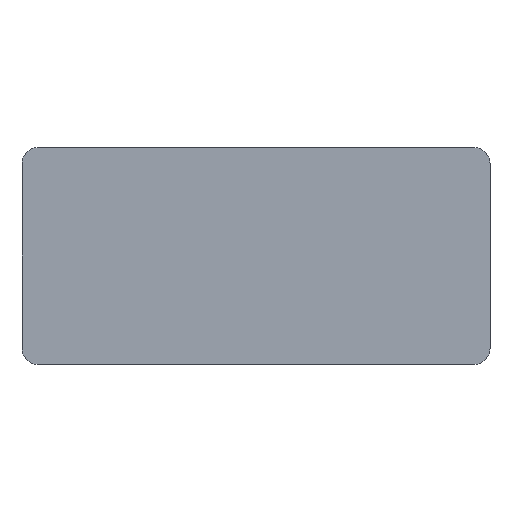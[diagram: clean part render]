
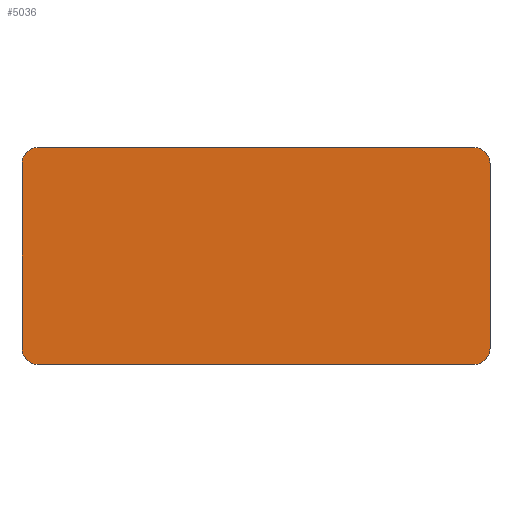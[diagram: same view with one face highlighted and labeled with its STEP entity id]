
A CAD part, front view. The second image highlights one B-rep face of the part: STEP entity #5036.
In plain terms, the highlighted planar face has unit normal (0, -1, 0).
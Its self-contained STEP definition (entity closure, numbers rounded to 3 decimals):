
#22=CIRCLE('',#5144,3.);
#34=CIRCLE('',#5159,3.);
#35=CIRCLE('',#5162,3.);
#36=CIRCLE('',#5165,3.);
#764=FACE_OUTER_BOUND('',#1062,.T.);
#1062=EDGE_LOOP('',(#4579,#4580,#4581,#4582,#4583,#4584,#4585,#4586));
#1237=LINE('',#7853,#1671);
#1394=LINE('',#9349,#1828);
#1427=LINE('',#9445,#1861);
#1429=LINE('',#9454,#1863);
#1671=VECTOR('',#5480,10.);
#1828=VECTOR('',#5711,10.);
#1861=VECTOR('',#5804,10.);
#1863=VECTOR('',#5818,10.);
#2148=VERTEX_POINT('',#7847);
#2150=VERTEX_POINT('',#7851);
#2330=VERTEX_POINT('',#9343);
#2332=VERTEX_POINT('',#9347);
#2342=VERTEX_POINT('',#9388);
#2364=VERTEX_POINT('',#9439);
#2365=VERTEX_POINT('',#9443);
#2366=VERTEX_POINT('',#9450);
#2733=EDGE_CURVE('',#2148,#2150,#1237,.T.);
#3002=EDGE_CURVE('',#2330,#2332,#1394,.T.);
#3020=EDGE_CURVE('',#2330,#2342,#22,.T.);
#3047=EDGE_CURVE('',#2364,#2332,#34,.T.);
#3049=EDGE_CURVE('',#2364,#2365,#1427,.T.);
#3050=EDGE_CURVE('',#2148,#2365,#35,.T.);
#3052=EDGE_CURVE('',#2366,#2150,#36,.T.);
#3053=EDGE_CURVE('',#2366,#2342,#1429,.T.);
#4579=ORIENTED_EDGE('',*,*,#3020,.F.);
#4580=ORIENTED_EDGE('',*,*,#3002,.T.);
#4581=ORIENTED_EDGE('',*,*,#3047,.F.);
#4582=ORIENTED_EDGE('',*,*,#3049,.T.);
#4583=ORIENTED_EDGE('',*,*,#3050,.F.);
#4584=ORIENTED_EDGE('',*,*,#2733,.T.);
#4585=ORIENTED_EDGE('',*,*,#3052,.F.);
#4586=ORIENTED_EDGE('',*,*,#3053,.T.);
#4772=PLANE('',#5239);
#5036=ADVANCED_FACE('',(#764),#4772,.F.);
#5144=AXIS2_PLACEMENT_3D('',#9389,#5754,#5755);
#5159=AXIS2_PLACEMENT_3D('',#9441,#5799,#5800);
#5162=AXIS2_PLACEMENT_3D('',#9447,#5807,#5808);
#5165=AXIS2_PLACEMENT_3D('',#9452,#5814,#5815);
#5239=AXIS2_PLACEMENT_3D('',#9650,#6032,#6033);
#5480=DIRECTION('',(0.,0.,1.));
#5711=DIRECTION('',(0.,0.,-1.));
#5754=DIRECTION('center_axis',(0.,1.,0.));
#5755=DIRECTION('ref_axis',(-0.707,0.,0.707));
#5799=DIRECTION('center_axis',(0.,1.,0.));
#5800=DIRECTION('ref_axis',(-0.707,0.,-0.707));
#5804=DIRECTION('',(1.,0.,0.));
#5807=DIRECTION('center_axis',(0.,1.,0.));
#5808=DIRECTION('ref_axis',(0.707,0.,-0.707));
#5814=DIRECTION('center_axis',(0.,1.,0.));
#5815=DIRECTION('ref_axis',(0.707,0.,0.707));
#5818=DIRECTION('',(-1.,0.,0.));
#6032=DIRECTION('center_axis',(0.,1.,0.));
#6033=DIRECTION('ref_axis',(1.,0.,0.));
#7847=CARTESIAN_POINT('',(167.02,0.,-61.21));
#7851=CARTESIAN_POINT('',(167.02,0.,-27.69));
#7853=CARTESIAN_POINT('',(167.02,0.,-64.21));
#9343=CARTESIAN_POINT('',(81.9,0.,-27.69));
#9347=CARTESIAN_POINT('',(81.9,0.,-61.21));
#9349=CARTESIAN_POINT('',(81.9,0.,-24.69));
#9388=CARTESIAN_POINT('',(84.9,0.,-24.69));
#9389=CARTESIAN_POINT('Origin',(84.9,0.,-27.69));
#9439=CARTESIAN_POINT('',(84.9,0.,-64.21));
#9441=CARTESIAN_POINT('Origin',(84.9,0.,-61.21));
#9443=CARTESIAN_POINT('',(164.02,0.,-64.21));
#9445=CARTESIAN_POINT('',(81.9,0.,-64.21));
#9447=CARTESIAN_POINT('Origin',(164.02,0.,-61.21));
#9450=CARTESIAN_POINT('',(164.02,0.,-24.69));
#9452=CARTESIAN_POINT('Origin',(164.02,0.,-27.69));
#9454=CARTESIAN_POINT('',(167.02,0.,-24.69));
#9650=CARTESIAN_POINT('Origin',(124.46,0.,-44.45));
